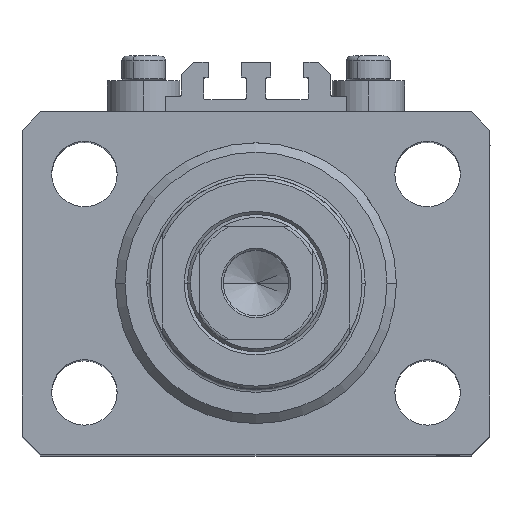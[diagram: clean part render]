
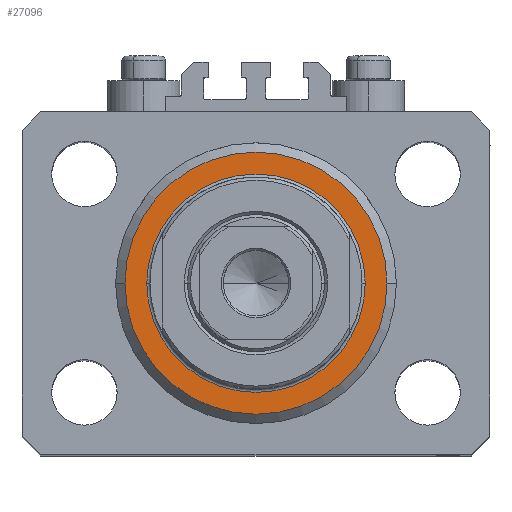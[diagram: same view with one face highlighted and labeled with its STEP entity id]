
A CAD part, top view. The second image highlights one B-rep face of the part: STEP entity #27096.
In plain terms, the highlighted face is planar.
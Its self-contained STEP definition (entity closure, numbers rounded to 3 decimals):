
#814 = ORIENTED_EDGE ( 'NONE', *, *, #21572, .T. ) ;
#1007 = FACE_BOUND ( 'NONE', #33546, .T. ) ;
#5034 = DIRECTION ( 'NONE',  ( 1., 0., 0. ) ) ;
#6514 = VERTEX_POINT ( 'NONE', #34171 ) ;
#11357 = VERTEX_POINT ( 'NONE', #31561 ) ;
#11742 = EDGE_CURVE ( 'NONE', #11357, #45851, #47361, .T. ) ;
#12385 = DIRECTION ( 'NONE',  ( 0., 0., -1. ) ) ;
#12966 = AXIS2_PLACEMENT_3D ( 'NONE', #42193, #16348, #16582 ) ;
#13978 = CIRCLE ( 'NONE', #33105, 21. ) ;
#15247 = CIRCLE ( 'NONE', #43551, 21. ) ;
#16067 = CARTESIAN_POINT ( 'NONE',  ( 0., 0., 0. ) ) ;
#16348 = DIRECTION ( 'NONE',  ( 0., 0., 1. ) ) ;
#16582 = DIRECTION ( 'NONE',  ( 1., 0., 0. ) ) ;
#16682 = DIRECTION ( 'NONE',  ( 0., 0., 1. ) ) ;
#17630 = CARTESIAN_POINT ( 'NONE',  ( -17.5, 0., 0. ) ) ;
#18143 = VERTEX_POINT ( 'NONE', #46597 ) ;
#19174 = DIRECTION ( 'NONE',  ( 0., 0., -1. ) ) ;
#19317 = ORIENTED_EDGE ( 'NONE', *, *, #23224, .T. ) ;
#21572 = EDGE_CURVE ( 'NONE', #6514, #18143, #15247, .T. ) ;
#22110 = EDGE_CURVE ( 'NONE', #45851, #11357, #32868, .T. ) ;
#23224 = EDGE_CURVE ( 'NONE', #18143, #6514, #13978, .T. ) ;
#26980 = DIRECTION ( 'NONE',  ( 1., 0., 0. ) ) ;
#27096 = ADVANCED_FACE ( 'NONE', ( #1007, #44334 ), #33567, .F. ) ;
#29965 = DIRECTION ( 'NONE',  ( 1., 0., 0. ) ) ;
#30181 = EDGE_LOOP ( 'NONE', ( #814, #19317 ) ) ;
#30671 = DIRECTION ( 'NONE',  ( 0., 0., 1. ) ) ;
#31561 = CARTESIAN_POINT ( 'NONE',  ( 17.5, 0., 0. ) ) ;
#32868 = CIRCLE ( 'NONE', #35147, 17.5 ) ;
#33105 = AXIS2_PLACEMENT_3D ( 'NONE', #45181, #12385, #26980 ) ;
#33546 = EDGE_LOOP ( 'NONE', ( #43968, #44760 ) ) ;
#33567 = PLANE ( 'NONE',  #46971 ) ;
#34171 = CARTESIAN_POINT ( 'NONE',  ( 21., 0., 0. ) ) ;
#34881 = CARTESIAN_POINT ( 'NONE',  ( 0., 0., 0. ) ) ;
#35147 = AXIS2_PLACEMENT_3D ( 'NONE', #34881, #16682, #42294 ) ;
#37601 = CARTESIAN_POINT ( 'NONE',  ( 0., 0., 0. ) ) ;
#42193 = CARTESIAN_POINT ( 'NONE',  ( 0., 0., 0. ) ) ;
#42294 = DIRECTION ( 'NONE',  ( 1., 0., 0. ) ) ;
#43551 = AXIS2_PLACEMENT_3D ( 'NONE', #37601, #19174, #5034 ) ;
#43968 = ORIENTED_EDGE ( 'NONE', *, *, #11742, .T. ) ;
#44334 = FACE_OUTER_BOUND ( 'NONE', #30181, .T. ) ;
#44760 = ORIENTED_EDGE ( 'NONE', *, *, #22110, .T. ) ;
#45181 = CARTESIAN_POINT ( 'NONE',  ( 0., 0., 0. ) ) ;
#45851 = VERTEX_POINT ( 'NONE', #17630 ) ;
#46597 = CARTESIAN_POINT ( 'NONE',  ( -21., 0., 0. ) ) ;
#46971 = AXIS2_PLACEMENT_3D ( 'NONE', #16067, #30671, #29965 ) ;
#47361 = CIRCLE ( 'NONE', #12966, 17.5 ) ;
